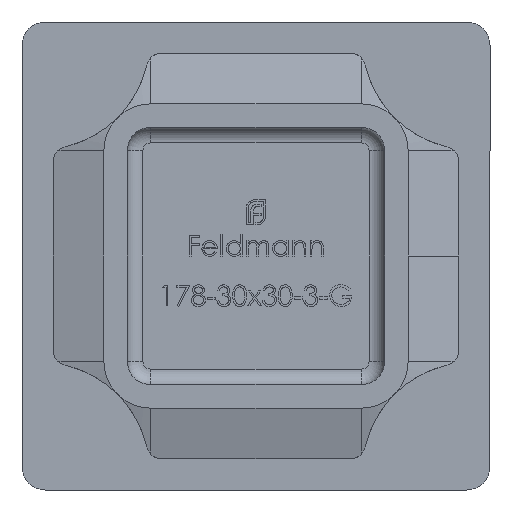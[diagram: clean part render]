
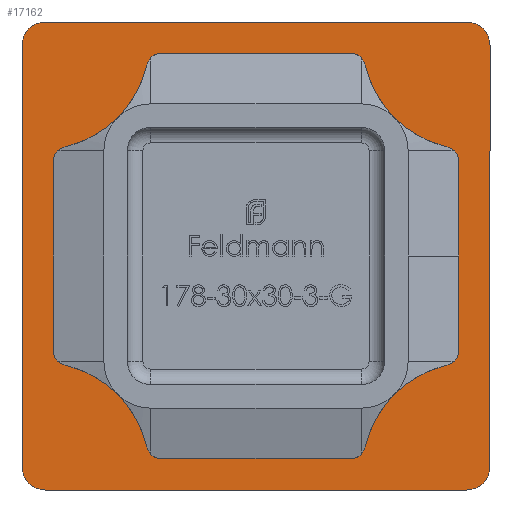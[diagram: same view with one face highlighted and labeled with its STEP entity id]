
A CAD part, front view. The second image highlights one B-rep face of the part: STEP entity #17162.
In plain terms, the highlighted planar face has unit normal (0, -1, 0).
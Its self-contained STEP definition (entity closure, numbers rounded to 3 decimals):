
#10 = DIRECTION ( 'NONE',  ( 0., -1., 0. ) ) ;
#72 = VERTEX_POINT ( 'NONE', #6269 ) ;
#100 = VECTOR ( 'NONE', #704, 1000. ) ;
#532 = DIRECTION ( 'NONE',  ( 0., -1., 0. ) ) ;
#704 = DIRECTION ( 'NONE',  ( 0., 0., -1. ) ) ;
#1022 = LINE ( 'NONE', #20158, #22147 ) ;
#1553 = DIRECTION ( 'NONE',  ( 0., 0., 1. ) ) ;
#1573 = ORIENTED_EDGE ( 'NONE', *, *, #22280, .T. ) ;
#1682 = VECTOR ( 'NONE', #15783, 1000. ) ;
#1684 = DIRECTION ( 'NONE',  ( 0., 1., 0. ) ) ;
#1685 = CARTESIAN_POINT ( 'NONE',  ( 6.75, 0., 6.75 ) ) ;
#1779 = CARTESIAN_POINT ( 'NONE',  ( 15., 0., -13.5 ) ) ;
#1872 = ORIENTED_EDGE ( 'NONE', *, *, #3930, .T. ) ;
#1885 = VERTEX_POINT ( 'NONE', #1779 ) ;
#1940 = EDGE_CURVE ( 'NONE', #3356, #22923, #3320, .T. ) ;
#1951 = VECTOR ( 'NONE', #13921, 1000. ) ;
#1961 = ORIENTED_EDGE ( 'NONE', *, *, #18422, .F. ) ;
#2033 = EDGE_LOOP ( 'NONE', ( #22217, #2198, #4307, #5649, #4423, #1573, #6494, #1872 ) ) ;
#2113 = VERTEX_POINT ( 'NONE', #10068 ) ;
#2198 = ORIENTED_EDGE ( 'NONE', *, *, #5940, .T. ) ;
#2514 = EDGE_CURVE ( 'NONE', #12839, #13719, #1022, .T. ) ;
#2734 = DIRECTION ( 'NONE',  ( 0., 0., 1. ) ) ;
#2933 = LINE ( 'NONE', #3458, #9803 ) ;
#3047 = CARTESIAN_POINT ( 'NONE',  ( 6.75, 0., -9.75 ) ) ;
#3066 = VERTEX_POINT ( 'NONE', #5181 ) ;
#3116 = CARTESIAN_POINT ( 'NONE',  ( -15., 0., -15. ) ) ;
#3232 = VECTOR ( 'NONE', #1553, 1000. ) ;
#3320 = LINE ( 'NONE', #18124, #18160 ) ;
#3356 = VERTEX_POINT ( 'NONE', #8862 ) ;
#3458 = CARTESIAN_POINT ( 'NONE',  ( -6.75, 0., 9.75 ) ) ;
#3511 = CIRCLE ( 'NONE', #9658, 1.5 ) ;
#3930 = EDGE_CURVE ( 'NONE', #12839, #11610, #7229, .T. ) ;
#4161 = CARTESIAN_POINT ( 'NONE',  ( -13.5, 0., -15. ) ) ;
#4192 = EDGE_CURVE ( 'NONE', #11731, #3066, #9543, .T. ) ;
#4212 = AXIS2_PLACEMENT_3D ( 'NONE', #10625, #10708, #23480 ) ;
#4307 = ORIENTED_EDGE ( 'NONE', *, *, #15963, .F. ) ;
#4359 = EDGE_CURVE ( 'NONE', #2113, #3356, #15500, .T. ) ;
#4423 = ORIENTED_EDGE ( 'NONE', *, *, #7296, .F. ) ;
#4502 = VERTEX_POINT ( 'NONE', #14679 ) ;
#4710 = CARTESIAN_POINT ( 'NONE',  ( -15., 0., -13.5 ) ) ;
#4876 = EDGE_CURVE ( 'NONE', #72, #6954, #9522, .T. ) ;
#5181 = CARTESIAN_POINT ( 'NONE',  ( -9.75, 0., 6.75 ) ) ;
#5331 = DIRECTION ( 'NONE',  ( 0., 0., 1. ) ) ;
#5371 = DIRECTION ( 'NONE',  ( -1., 0., 0. ) ) ;
#5649 = ORIENTED_EDGE ( 'NONE', *, *, #21053, .T. ) ;
#5940 = EDGE_CURVE ( 'NONE', #4502, #1885, #15476, .T. ) ;
#6269 = CARTESIAN_POINT ( 'NONE',  ( 9.75, 0., -6.75 ) ) ;
#6430 = AXIS2_PLACEMENT_3D ( 'NONE', #18204, #10, #21886 ) ;
#6483 = CARTESIAN_POINT ( 'NONE',  ( 13.5, 0., -13.5 ) ) ;
#6494 = ORIENTED_EDGE ( 'NONE', *, *, #2514, .F. ) ;
#6849 = EDGE_CURVE ( 'NONE', #19452, #11731, #2933, .T. ) ;
#6954 = VERTEX_POINT ( 'NONE', #16541 ) ;
#7079 = PLANE ( 'NONE',  #21962 ) ;
#7229 = CIRCLE ( 'NONE', #4212, 1.5 ) ;
#7244 = CIRCLE ( 'NONE', #18057, 1.5 ) ;
#7296 = EDGE_CURVE ( 'NONE', #12291, #21165, #18909, .T. ) ;
#7594 = AXIS2_PLACEMENT_3D ( 'NONE', #6483, #8417, #2734 ) ;
#7598 = ORIENTED_EDGE ( 'NONE', *, *, #19236, .F. ) ;
#7845 = CIRCLE ( 'NONE', #6430, 3. ) ;
#7956 = ORIENTED_EDGE ( 'NONE', *, *, #1940, .F. ) ;
#8117 = CARTESIAN_POINT ( 'NONE',  ( -15., 0., 13.5 ) ) ;
#8417 = DIRECTION ( 'NONE',  ( 0., -1., 0. ) ) ;
#8527 = DIRECTION ( 'NONE',  ( 0., -1., 0. ) ) ;
#8862 = CARTESIAN_POINT ( 'NONE',  ( -6.75, 0., -9.75 ) ) ;
#9100 = DIRECTION ( 'NONE',  ( 0., 0., 1. ) ) ;
#9522 = LINE ( 'NONE', #22208, #3232 ) ;
#9543 = CIRCLE ( 'NONE', #22125, 3. ) ;
#9658 = AXIS2_PLACEMENT_3D ( 'NONE', #14938, #16874, #18476 ) ;
#9765 = AXIS2_PLACEMENT_3D ( 'NONE', #19221, #8527, #17445 ) ;
#9796 = DIRECTION ( 'NONE',  ( 0., 0., 1. ) ) ;
#9803 = VECTOR ( 'NONE', #5371, 1000. ) ;
#9925 = FACE_BOUND ( 'NONE', #13342, .T. ) ;
#10068 = CARTESIAN_POINT ( 'NONE',  ( -9.75, 0., -6.75 ) ) ;
#10119 = ORIENTED_EDGE ( 'NONE', *, *, #4359, .F. ) ;
#10625 = CARTESIAN_POINT ( 'NONE',  ( -13.5, 0., -13.5 ) ) ;
#10708 = DIRECTION ( 'NONE',  ( 0., -1., 0. ) ) ;
#11469 = CARTESIAN_POINT ( 'NONE',  ( -6.75, 0., 6.75 ) ) ;
#11610 = VERTEX_POINT ( 'NONE', #4161 ) ;
#11731 = VERTEX_POINT ( 'NONE', #15553 ) ;
#11937 = LINE ( 'NONE', #12357, #1951 ) ;
#12291 = VERTEX_POINT ( 'NONE', #13479 ) ;
#12357 = CARTESIAN_POINT ( 'NONE',  ( 15., 0., -15. ) ) ;
#12449 = DIRECTION ( 'NONE',  ( 1., 0., 0. ) ) ;
#12566 = CARTESIAN_POINT ( 'NONE',  ( 0., 0., 0. ) ) ;
#12603 = VECTOR ( 'NONE', #12449, 1000. ) ;
#12839 = VERTEX_POINT ( 'NONE', #4710 ) ;
#13240 = CARTESIAN_POINT ( 'NONE',  ( 13.5, 0., 15. ) ) ;
#13270 = CARTESIAN_POINT ( 'NONE',  ( -9.75, 0., 6.75 ) ) ;
#13342 = EDGE_LOOP ( 'NONE', ( #21622, #1961, #19921, #7598, #7956, #10119, #19009, #21866 ) ) ;
#13479 = CARTESIAN_POINT ( 'NONE',  ( -13.5, 0., 15. ) ) ;
#13501 = CARTESIAN_POINT ( 'NONE',  ( 15., 0., 13.5 ) ) ;
#13719 = VERTEX_POINT ( 'NONE', #8117 ) ;
#13773 = LINE ( 'NONE', #13270, #100 ) ;
#13921 = DIRECTION ( 'NONE',  ( 0., 0., -1. ) ) ;
#13930 = DIRECTION ( 'NONE',  ( 0., -1., 0. ) ) ;
#14679 = CARTESIAN_POINT ( 'NONE',  ( 13.5, 0., -15. ) ) ;
#14794 = DIRECTION ( 'NONE',  ( 0., 0., 1. ) ) ;
#14938 = CARTESIAN_POINT ( 'NONE',  ( 13.5, 0., 13.5 ) ) ;
#15254 = CIRCLE ( 'NONE', #19833, 3. ) ;
#15476 = CIRCLE ( 'NONE', #7594, 1.5 ) ;
#15500 = CIRCLE ( 'NONE', #9765, 3. ) ;
#15553 = CARTESIAN_POINT ( 'NONE',  ( -6.75, 0., 9.75 ) ) ;
#15783 = DIRECTION ( 'NONE',  ( -1., 0., 0. ) ) ;
#15794 = DIRECTION ( 'NONE',  ( 0., 0., 1. ) ) ;
#15963 = EDGE_CURVE ( 'NONE', #21792, #1885, #11937, .T. ) ;
#15994 = EDGE_CURVE ( 'NONE', #4502, #11610, #21935, .T. ) ;
#16009 = CARTESIAN_POINT ( 'NONE',  ( 6.75, 0., 9.75 ) ) ;
#16256 = DIRECTION ( 'NONE',  ( 0., -1., 0. ) ) ;
#16541 = CARTESIAN_POINT ( 'NONE',  ( 9.75, 0., 6.75 ) ) ;
#16874 = DIRECTION ( 'NONE',  ( 0., -1., 0. ) ) ;
#17162 = ADVANCED_FACE ( 'NONE', ( #9925, #20765 ), #7079, .F. ) ;
#17445 = DIRECTION ( 'NONE',  ( 0., 0., 1. ) ) ;
#18057 = AXIS2_PLACEMENT_3D ( 'NONE', #21258, #13930, #15794 ) ;
#18124 = CARTESIAN_POINT ( 'NONE',  ( -6.75, 0., -9.75 ) ) ;
#18160 = VECTOR ( 'NONE', #20342, 1000. ) ;
#18204 = CARTESIAN_POINT ( 'NONE',  ( 6.75, 0., -6.75 ) ) ;
#18422 = EDGE_CURVE ( 'NONE', #6954, #19452, #15254, .T. ) ;
#18476 = DIRECTION ( 'NONE',  ( 0., 0., 1. ) ) ;
#18909 = LINE ( 'NONE', #20121, #12603 ) ;
#19009 = ORIENTED_EDGE ( 'NONE', *, *, #20550, .F. ) ;
#19221 = CARTESIAN_POINT ( 'NONE',  ( -6.75, 0., -6.75 ) ) ;
#19236 = EDGE_CURVE ( 'NONE', #22923, #72, #7845, .T. ) ;
#19452 = VERTEX_POINT ( 'NONE', #16009 ) ;
#19833 = AXIS2_PLACEMENT_3D ( 'NONE', #1685, #16256, #5331 ) ;
#19921 = ORIENTED_EDGE ( 'NONE', *, *, #4876, .F. ) ;
#20121 = CARTESIAN_POINT ( 'NONE',  ( -15., 0., 15. ) ) ;
#20158 = CARTESIAN_POINT ( 'NONE',  ( -15., 0., -15. ) ) ;
#20342 = DIRECTION ( 'NONE',  ( 1., 0., 0. ) ) ;
#20550 = EDGE_CURVE ( 'NONE', #3066, #2113, #13773, .T. ) ;
#20765 = FACE_OUTER_BOUND ( 'NONE', #2033, .T. ) ;
#21053 = EDGE_CURVE ( 'NONE', #21792, #21165, #3511, .T. ) ;
#21165 = VERTEX_POINT ( 'NONE', #13240 ) ;
#21258 = CARTESIAN_POINT ( 'NONE',  ( -13.5, 0., 13.5 ) ) ;
#21622 = ORIENTED_EDGE ( 'NONE', *, *, #6849, .F. ) ;
#21792 = VERTEX_POINT ( 'NONE', #13501 ) ;
#21866 = ORIENTED_EDGE ( 'NONE', *, *, #4192, .F. ) ;
#21886 = DIRECTION ( 'NONE',  ( 0., 0., -1. ) ) ;
#21935 = LINE ( 'NONE', #3116, #1682 ) ;
#21962 = AXIS2_PLACEMENT_3D ( 'NONE', #12566, #1684, #9100 ) ;
#22125 = AXIS2_PLACEMENT_3D ( 'NONE', #11469, #532, #14794 ) ;
#22147 = VECTOR ( 'NONE', #9796, 1000. ) ;
#22208 = CARTESIAN_POINT ( 'NONE',  ( 9.75, 0., 6.75 ) ) ;
#22217 = ORIENTED_EDGE ( 'NONE', *, *, #15994, .F. ) ;
#22280 = EDGE_CURVE ( 'NONE', #12291, #13719, #7244, .T. ) ;
#22923 = VERTEX_POINT ( 'NONE', #3047 ) ;
#23480 = DIRECTION ( 'NONE',  ( 0., 0., 1. ) ) ;
